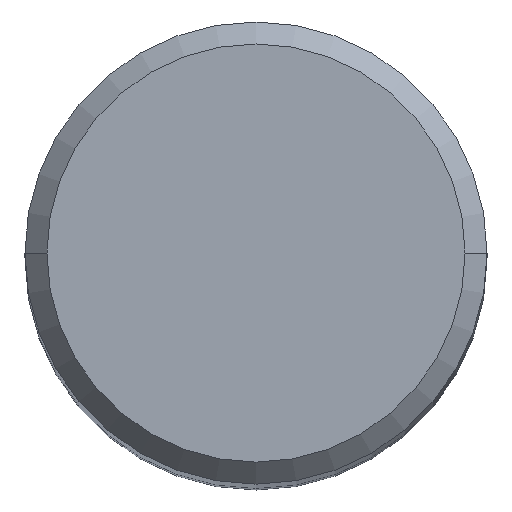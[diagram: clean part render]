
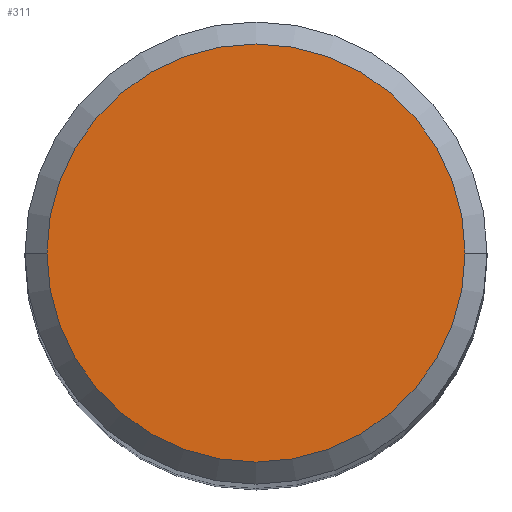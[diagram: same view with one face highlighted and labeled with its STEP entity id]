
A CAD part, top view. The second image highlights one B-rep face of the part: STEP entity #311.
In plain terms, the highlighted planar face has unit normal (0, 0, 1).
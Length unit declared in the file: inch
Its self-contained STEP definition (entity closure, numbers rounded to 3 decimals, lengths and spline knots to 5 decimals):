
#3 = DIRECTION ( 'NONE',  ( 1., 0., 0. ) ) ;
#18 = ORIENTED_EDGE ( 'NONE', *, *, #173, .T. ) ;
#27 = CARTESIAN_POINT ( 'NONE',  ( 0.14248, 0., 2.48032 ) ) ;
#34 = DIRECTION ( 'NONE',  ( 0., 0., 1. ) ) ;
#42 = AXIS2_PLACEMENT_3D ( 'NONE', #159, #34, #3 ) ;
#49 = VERTEX_POINT ( 'NONE', #220 ) ;
#60 = PLANE ( 'NONE',  #42 ) ;
#61 = ORIENTED_EDGE ( 'NONE', *, *, #103, .T. ) ;
#103 = EDGE_CURVE ( 'NONE', #249, #49, #149, .T. ) ;
#118 = EDGE_LOOP ( 'NONE', ( #18, #61 ) ) ;
#119 = DIRECTION ( 'NONE',  ( 1., 0., 0. ) ) ;
#124 = DIRECTION ( 'NONE',  ( 0., 0., 1. ) ) ;
#149 = CIRCLE ( 'NONE', #202, 0.14248 ) ;
#154 = DIRECTION ( 'NONE',  ( 1., 0., 0. ) ) ;
#159 = CARTESIAN_POINT ( 'NONE',  ( 0., 0., 2.48032 ) ) ;
#172 = DIRECTION ( 'NONE',  ( 0., 0., 1. ) ) ;
#173 = EDGE_CURVE ( 'NONE', #49, #249, #218, .T. ) ;
#177 = CARTESIAN_POINT ( 'NONE',  ( 0., 0., 2.48032 ) ) ;
#202 = AXIS2_PLACEMENT_3D ( 'NONE', #299, #172, #154 ) ;
#205 = FACE_OUTER_BOUND ( 'NONE', #118, .T. ) ;
#218 = CIRCLE ( 'NONE', #300, 0.14248 ) ;
#220 = CARTESIAN_POINT ( 'NONE',  ( -0.14248, 0., 2.48032 ) ) ;
#249 = VERTEX_POINT ( 'NONE', #27 ) ;
#299 = CARTESIAN_POINT ( 'NONE',  ( 0., 0., 2.48032 ) ) ;
#300 = AXIS2_PLACEMENT_3D ( 'NONE', #177, #124, #119 ) ;
#311 = ADVANCED_FACE ( 'NONE', ( #205 ), #60, .T. ) ;
